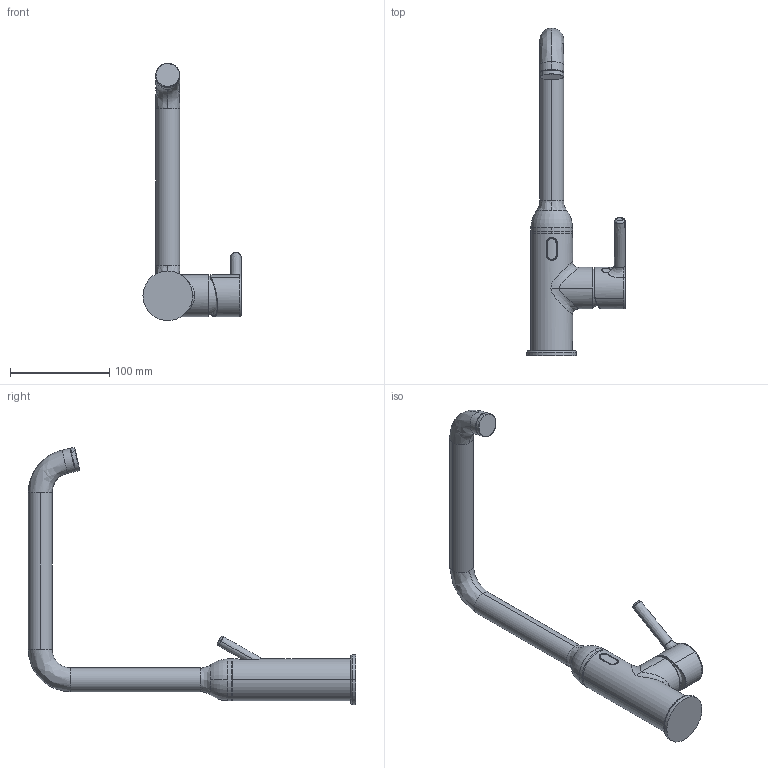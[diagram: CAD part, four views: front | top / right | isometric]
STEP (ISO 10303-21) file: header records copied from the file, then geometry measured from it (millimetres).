
FILE_DESCRIPTION (( 'STEP AP203' ), '1' );
FILE_NAME ('2638FHTZ(2023)+54212209(2023).STEP', '2023-05-15T11:33:24', ( '' ), ( '' ), 'SwSTEP 2.0', 'SolidWorks 2016', '' );
FILE_SCHEMA (( 'CONFIG_CONTROL_DESIGN' ));
Length unit declared in the file: millimetre
Products named in the file (1): 2638FHTZ(2023)+54212209(2023)
Bounding box: 98.91 x 329.9 x 259.19 mm (x, y, z)
Surface area: 74902.4 mm2 (no closed solid volume)
Topology: 0 solids, 7 shells, 106 faces, 231 edges, 143 vertices
Faces by surface type: bspline 49, cylinder 34, plane 21, torus 2
Entity records: 11774 total; most frequent: CARTESIAN_POINT 9709, ORIENTED_EDGE 460, DIRECTION 333, EDGE_CURVE 231, AXIS2_PLACEMENT_3D 144, VERTEX_POINT 143, EDGE_LOOP 111, ADVANCED_FACE 106
